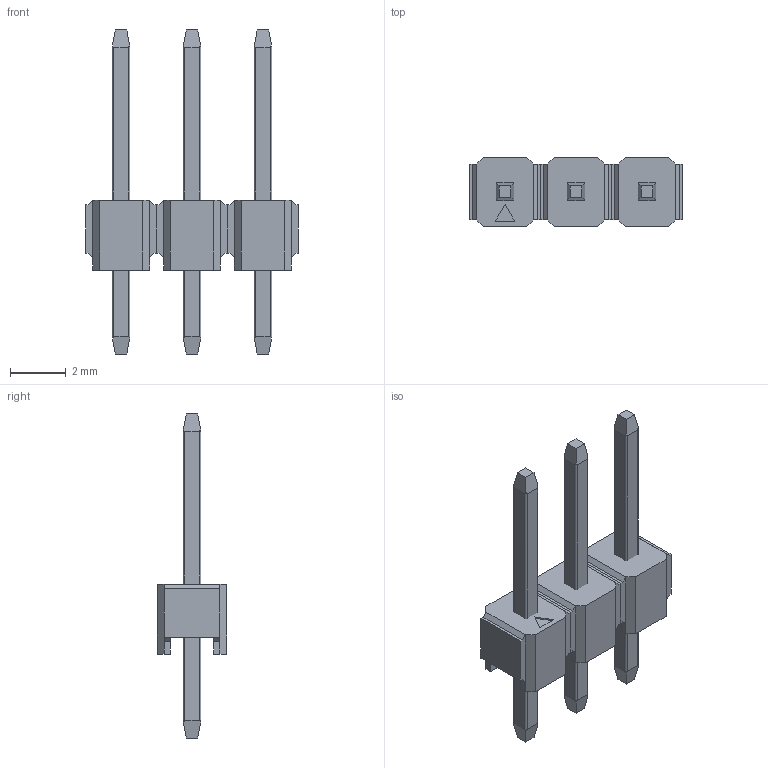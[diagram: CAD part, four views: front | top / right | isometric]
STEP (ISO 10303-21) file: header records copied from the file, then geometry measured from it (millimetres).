
FILE_DESCRIPTION (( 'STEP AP214' ), '1' );
FILE_NAME ('2.54_pin_header_1x3_yellow.STEP', '2025-01-05T13:11:42', ( '' ), ( '' ), 'SwSTEP 2.0', 'SolidWorks 2023', '' );
FILE_SCHEMA (( 'AUTOMOTIVE_DESIGN' ));
Length unit declared in the file: millimetre
Products named in the file (1): 2.54_pin_header_1x3_yellow
Bounding box: 7.62 x 2.5 x 11.6 mm (x, y, z)
Volume: 50.7 mm3; surface area: 190.9 mm2
Topology: 6 solids, 6 shells, 148 faces, 381 edges, 246 vertices
Faces by surface type: plane 136, cylinder 12
Entity records: 6069 total; most frequent: CARTESIAN_POINT 920, ORIENTED_EDGE 762, DIRECTION 631, EDGE_CURVE 381, VECTOR 333, LINE 333, VERTEX_POINT 246, UNCERTAINTY_MEASURE_WITH_UNIT 155
